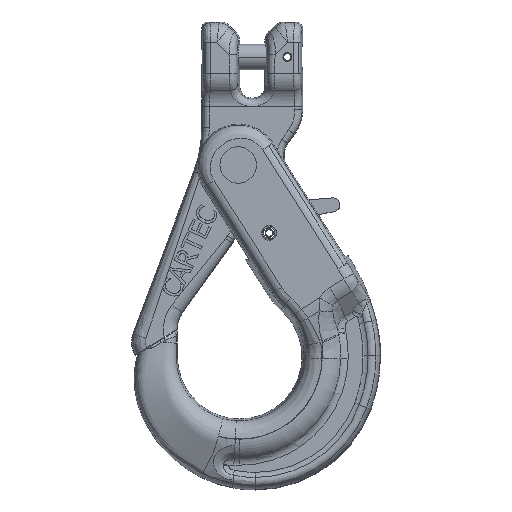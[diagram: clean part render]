
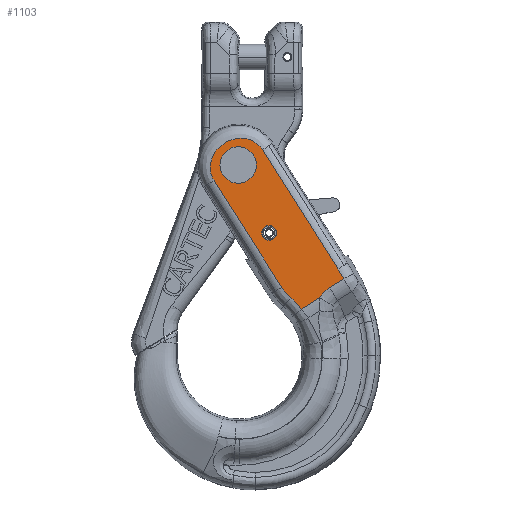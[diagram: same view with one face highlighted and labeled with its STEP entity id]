
A CAD part, top view. The second image highlights one B-rep face of the part: STEP entity #1103.
In plain terms, the highlighted planar face has unit normal (0, 0, 1).
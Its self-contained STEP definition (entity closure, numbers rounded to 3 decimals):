
#1103=ADVANCED_FACE('',(#2575,#2576,#2577),#2578,.F.);
#2575=FACE_OUTER_BOUND('',#24294,.T.);
#2576=FACE_BOUND('',#24295,.T.);
#2577=FACE_BOUND('',#24296,.T.);
#2578=PLANE('',#24297);
#24294=EDGE_LOOP('',(#35001,#35002,#35003,#35004,#35005,#35006,#35007,#35008,#35009));
#24295=EDGE_LOOP('',(#35010,#35011));
#24296=EDGE_LOOP('',(#35012,#35013));
#24297=AXIS2_PLACEMENT_3D('',#35014,#35015,#35016);
#35001=ORIENTED_EDGE('',*,*,#38364,.T.);
#35002=ORIENTED_EDGE('',*,*,#38850,.T.);
#35003=ORIENTED_EDGE('',*,*,#38847,.T.);
#35004=ORIENTED_EDGE('',*,*,#38902,.T.);
#35005=ORIENTED_EDGE('',*,*,#38906,.T.);
#35006=ORIENTED_EDGE('',*,*,#38907,.T.);
#35007=ORIENTED_EDGE('',*,*,#38858,.T.);
#35008=ORIENTED_EDGE('',*,*,#38369,.T.);
#35009=ORIENTED_EDGE('',*,*,#38840,.T.);
#35010=ORIENTED_EDGE('',*,*,#38375,.T.);
#35011=ORIENTED_EDGE('',*,*,#38838,.T.);
#35012=ORIENTED_EDGE('',*,*,#38380,.T.);
#35013=ORIENTED_EDGE('',*,*,#38836,.T.);
#35014=CARTESIAN_POINT('',(15.924,32.75,13.75));
#35015=DIRECTION('',(0.0,0.0,-1.0));
#35016=DIRECTION('',(0.0,-1.0,0.0));
#38364=EDGE_CURVE('',#40613,#40611,#40614,.T.);
#38369=EDGE_CURVE('',#40622,#40620,#40623,.T.);
#38375=EDGE_CURVE('',#40627,#40631,#40633,.T.);
#38380=EDGE_CURVE('',#40636,#40640,#40642,.T.);
#38836=EDGE_CURVE('',#40640,#40636,#41318,.T.);
#38838=EDGE_CURVE('',#40631,#40627,#41320,.T.);
#38840=EDGE_CURVE('',#40620,#40613,#41322,.T.);
#38847=EDGE_CURVE('',#41330,#41312,#41331,.T.);
#38850=EDGE_CURVE('',#40611,#41330,#41334,.T.);
#38858=EDGE_CURVE('',#41340,#40622,#41344,.T.);
#38902=EDGE_CURVE('',#41312,#41399,#41400,.T.);
#38906=EDGE_CURVE('',#41399,#41405,#41406,.T.);
#38907=EDGE_CURVE('',#41405,#41340,#41407,.T.);
#40611=VERTEX_POINT('',#43790);
#40613=VERTEX_POINT('',#43792);
#40614=LINE('',#43793,#43794);
#40620=VERTEX_POINT('',#43801);
#40622=VERTEX_POINT('',#43803);
#40623=LINE('',#43804,#43805);
#40627=VERTEX_POINT('',#43809);
#40631=VERTEX_POINT('',#43814);
#40633=CIRCLE('',#43817,6.125);
#40636=VERTEX_POINT('',#43820);
#40640=VERTEX_POINT('',#43825);
#40642=CIRCLE('',#43828,2.625);
#41312=VERTEX_POINT('',#49203);
#41318=CIRCLE('',#49212,2.625);
#41320=CIRCLE('',#49214,6.125);
#41322=B_SPLINE_CURVE_WITH_KNOTS('',3,(#49216,#49217,#49218,#49219,#49220,#49221,#49222,#49223,#49224,#49225,#49226,#49227,#49228,#49229,#49230,#49231,#49232,#49233,#49234,#49235,#49236,#49237,#49238,#49239,#49240,#49241,#49242,#49243,#49244,#49245,#49246,#49247,#49248,#49249,#49250,#49251,#49252),.UNSPECIFIED.,.F.,.F.,(4,3,3,3,3,3,3,3,3,3,3,3,4),(-1.0,-0.938,-0.875,-0.813,-0.75,-0.625,-0.5,-0.375,-0.25,-0.188,-0.125,-0.062,0.),.UNSPECIFIED.);
#41330=VERTEX_POINT('',#49261);
#41331=B_SPLINE_CURVE_WITH_KNOTS('',3,(#49262,#49263,#49264,#49265,#49266,#49267,#49268,#49269,#49270,#49271,#49272,#49273,#49274,#49275,#49276,#49277,#49278,#49279,#49280,#49281,#49282,#49283),.UNSPECIFIED.,.F.,.F.,(4,3,3,3,3,3,3,4),(-1.0,-0.5,-0.25,-0.125,-0.094,-0.078,-0.063,0.0),.UNSPECIFIED.);
#41334=B_SPLINE_CURVE_WITH_KNOTS('',3,(#49286,#49287,#49288,#49289,#49290,#49291),.UNSPECIFIED.,.F.,.F.,(4,2,4),(0.699,0.712,0.725),.UNSPECIFIED.);
#41340=VERTEX_POINT('',#49297);
#41344=CIRCLE('',#49301,64.406);
#41399=VERTEX_POINT('',#49823);
#41400=LINE('',#49824,#49825);
#41405=VERTEX_POINT('',#49849);
#41406=B_SPLINE_CURVE_WITH_KNOTS('',3,(#49850,#49851,#49852,#49853,#49854,#49855,#49856,#49857,#49858,#49859,#49860,#49861,#49862),.UNSPECIFIED.,.F.,.F.,(4,3,3,3,4),(0.0,0.25,0.5,0.75,1.0),.UNSPECIFIED.);
#41407=LINE('',#49863,#49864);
#43790=CARTESIAN_POINT('',(14.985,24.741,13.75));
#43792=CARTESIAN_POINT('',(-9.147,62.839,13.75));
#43793=CARTESIAN_POINT('',(-9.147,62.839,13.75));
#43794=VECTOR('',#57837,10.0);
#43801=CARTESIAN_POINT('',(8.097,73.761,13.75));
#43803=CARTESIAN_POINT('',(35.027,31.244,13.75));
#43804=CARTESIAN_POINT('',(35.027,31.244,13.75));
#43805=VECTOR('',#57845,10.0);
#43809=CARTESIAN_POINT('',(-6.65,68.3,13.75));
#43814=CARTESIAN_POINT('',(5.6,68.3,13.75));
#43817=AXIS2_PLACEMENT_3D('',#57854,#57855,#57856);
#43820=CARTESIAN_POINT('',(7.914,44.105,13.75));
#43825=CARTESIAN_POINT('',(13.164,44.105,13.75));
#43828=AXIS2_PLACEMENT_3D('',#57862,#57863,#57864);
#49203=CARTESIAN_POINT('',(22.076,16.889,13.75));
#49212=AXIS2_PLACEMENT_3D('',#58356,#58357,#58358);
#49214=AXIS2_PLACEMENT_3D('',#58359,#58360,#58361);
#49216=CARTESIAN_POINT('',(8.097,73.761,13.75));
#49217=CARTESIAN_POINT('',(7.747,74.314,13.75));
#49218=CARTESIAN_POINT('',(7.333,74.828,13.75));
#49219=CARTESIAN_POINT('',(6.87,75.288,13.75));
#49220=CARTESIAN_POINT('',(6.406,75.747,13.75));
#49221=CARTESIAN_POINT('',(5.889,76.155,13.75));
#49222=CARTESIAN_POINT('',(5.336,76.498,13.75));
#49223=CARTESIAN_POINT('',(4.783,76.841,13.75));
#49224=CARTESIAN_POINT('',(4.192,77.121,13.75));
#49225=CARTESIAN_POINT('',(3.581,77.33,13.75));
#49226=CARTESIAN_POINT('',(2.97,77.54,13.75));
#49227=CARTESIAN_POINT('',(2.336,77.679,13.75));
#49228=CARTESIAN_POINT('',(1.702,77.746,13.75));
#49229=CARTESIAN_POINT('',(0.432,77.879,13.75));
#49230=CARTESIAN_POINT('',(-0.84,77.792,13.75));
#49231=CARTESIAN_POINT('',(-2.048,77.506,13.75));
#49232=CARTESIAN_POINT('',(-3.255,77.22,13.75));
#49233=CARTESIAN_POINT('',(-4.409,76.732,13.75));
#49234=CARTESIAN_POINT('',(-5.449,76.074,13.75));
#49235=CARTESIAN_POINT('',(-6.488,75.415,13.75));
#49236=CARTESIAN_POINT('',(-7.422,74.581,13.75));
#49237=CARTESIAN_POINT('',(-8.197,73.611,13.75));
#49238=CARTESIAN_POINT('',(-8.972,72.641,13.75));
#49239=CARTESIAN_POINT('',(-9.593,71.529,13.75));
#49240=CARTESIAN_POINT('',(-10.016,70.324,13.75));
#49241=CARTESIAN_POINT('',(-10.227,69.722,13.75));
#49242=CARTESIAN_POINT('',(-10.372,69.089,13.75));
#49243=CARTESIAN_POINT('',(-10.444,68.447,13.75));
#49244=CARTESIAN_POINT('',(-10.515,67.806,13.75));
#49245=CARTESIAN_POINT('',(-10.515,67.151,13.75));
#49246=CARTESIAN_POINT('',(-10.441,66.505,13.75));
#49247=CARTESIAN_POINT('',(-10.367,65.859,13.75));
#49248=CARTESIAN_POINT('',(-10.219,65.217,13.75));
#49249=CARTESIAN_POINT('',(-10.002,64.601,13.75));
#49250=CARTESIAN_POINT('',(-9.785,63.985,13.75));
#49251=CARTESIAN_POINT('',(-9.497,63.391,13.75));
#49252=CARTESIAN_POINT('',(-9.147,62.839,13.75));
#49261=CARTESIAN_POINT('',(18.198,21.008,13.75));
#49262=CARTESIAN_POINT('',(18.198,21.008,13.75));
#49263=CARTESIAN_POINT('',(18.921,20.382,13.75));
#49264=CARTESIAN_POINT('',(19.614,19.716,13.75));
#49265=CARTESIAN_POINT('',(20.27,19.017,13.75));
#49266=CARTESIAN_POINT('',(20.598,18.667,13.75));
#49267=CARTESIAN_POINT('',(20.917,18.309,13.75));
#49268=CARTESIAN_POINT('',(21.227,17.943,13.75));
#49269=CARTESIAN_POINT('',(21.382,17.76,13.75));
#49270=CARTESIAN_POINT('',(21.534,17.575,13.75));
#49271=CARTESIAN_POINT('',(21.684,17.388,13.75));
#49272=CARTESIAN_POINT('',(21.721,17.341,13.75));
#49273=CARTESIAN_POINT('',(21.758,17.294,13.75));
#49274=CARTESIAN_POINT('',(21.795,17.247,13.75));
#49275=CARTESIAN_POINT('',(21.814,17.224,13.75));
#49276=CARTESIAN_POINT('',(21.832,17.201,13.75));
#49277=CARTESIAN_POINT('',(21.851,17.177,13.75));
#49278=CARTESIAN_POINT('',(21.869,17.153,13.75));
#49279=CARTESIAN_POINT('',(21.883,17.136,13.75));
#49280=CARTESIAN_POINT('',(21.898,17.117,13.75));
#49281=CARTESIAN_POINT('',(21.958,17.041,13.75));
#49282=CARTESIAN_POINT('',(22.017,16.965,13.75));
#49283=CARTESIAN_POINT('',(22.076,16.889,13.75));
#49286=CARTESIAN_POINT('',(14.985,24.741,13.75));
#49287=CARTESIAN_POINT('',(15.424,24.047,13.75));
#49288=CARTESIAN_POINT('',(15.916,23.382,13.75));
#49289=CARTESIAN_POINT('',(16.993,22.132,13.75));
#49290=CARTESIAN_POINT('',(17.577,21.546,13.75));
#49291=CARTESIAN_POINT('',(18.198,21.008,13.75));
#49297=CARTESIAN_POINT('',(37.094,27.741,13.75));
#49301=AXIS2_PLACEMENT_3D('',#58387,#58388,#58389);
#49823=CARTESIAN_POINT('',(28.61,21.028,13.75));
#49824=CARTESIAN_POINT('',(22.076,16.889,13.75));
#49825=VECTOR('',#58422,7.735);
#49849=CARTESIAN_POINT('',(32.062,24.554,13.75));
#49850=CARTESIAN_POINT('',(28.61,21.028,13.75));
#49851=CARTESIAN_POINT('',(28.831,21.383,13.75));
#49852=CARTESIAN_POINT('',(29.067,21.723,13.75));
#49853=CARTESIAN_POINT('',(29.321,22.049,13.75));
#49854=CARTESIAN_POINT('',(29.574,22.375,13.75));
#49855=CARTESIAN_POINT('',(29.844,22.686,13.75));
#49856=CARTESIAN_POINT('',(30.131,22.981,13.75));
#49857=CARTESIAN_POINT('',(30.418,23.277,13.75));
#49858=CARTESIAN_POINT('',(30.722,23.557,13.75));
#49859=CARTESIAN_POINT('',(31.045,23.82,13.75));
#49860=CARTESIAN_POINT('',(31.368,24.084,13.75));
#49861=CARTESIAN_POINT('',(31.708,24.33,13.75));
#49862=CARTESIAN_POINT('',(32.062,24.554,13.75));
#49863=CARTESIAN_POINT('',(32.062,24.554,13.75));
#49864=VECTOR('',#58424,5.957);
#57837=DIRECTION('',(0.535,-0.845,0.));
#57845=DIRECTION('',(-0.535,0.845,0.0));
#57854=CARTESIAN_POINT('',(-0.525,68.3,13.75));
#57855=DIRECTION('',(0.0,0.0,-1.0));
#57856=DIRECTION('',(-1.0,0.0,0.0));
#57862=CARTESIAN_POINT('',(10.539,44.105,13.75));
#57863=DIRECTION('',(0.0,0.0,-1.0));
#57864=DIRECTION('',(-1.0,0.0,0.0));
#58356=CARTESIAN_POINT('',(10.539,44.105,13.75));
#58357=DIRECTION('',(0.0,0.0,-1.0));
#58358=DIRECTION('',(-1.0,0.0,0.0));
#58359=CARTESIAN_POINT('',(-0.525,68.3,13.75));
#58360=DIRECTION('',(0.0,0.0,-1.0));
#58361=DIRECTION('',(-1.0,0.0,0.0));
#58387=CARTESIAN_POINT('',(-19.382,-3.219,13.75));
#58388=DIRECTION('',(0.,0.,1.0));
#58389=DIRECTION('',(0.845,0.535,0.));
#58422=DIRECTION('',(0.845,0.535,0.0));
#58424=DIRECTION('',(0.845,0.535,0.0));
